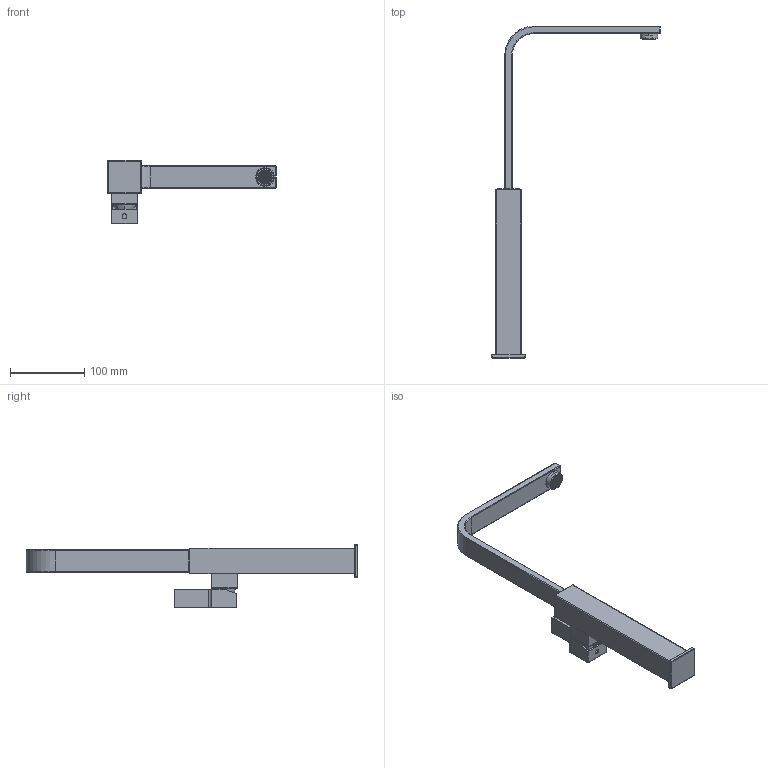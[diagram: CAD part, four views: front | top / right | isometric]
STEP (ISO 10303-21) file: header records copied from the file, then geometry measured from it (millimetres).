
FILE_DESCRIPTION (( 'STEP AP214' ), '1' );
FILE_NAME ('14030AL.STEP', '2023-10-12T12:47:22', ( '' ), ( '' ), 'SwSTEP 2.0', 'SolidWorks 2018', '' );
FILE_SCHEMA (( 'AUTOMOTIVE_DESIGN' ));
Length unit declared in the file: millimetre
Products named in the file (1): 14030AL
Bounding box: 227.5 x 448.5 x 85.5 mm (x, y, z)
Surface area: 84527.1 mm2 (no closed solid volume)
Topology: 0 solids, 7 shells, 235 faces, 1031 edges, 775 vertices
Faces by surface type: plane 126, cylinder 77, torus 13, sphere 13, cone 4, bspline 2
Entity records: 12935 total; most frequent: CARTESIAN_POINT 2097, DIRECTION 1682, ORIENTED_EDGE 1423, EDGE_CURVE 1018, LINE 790, VECTOR 790, VERTEX_POINT 775, AXIS2_PLACEMENT_3D 446
